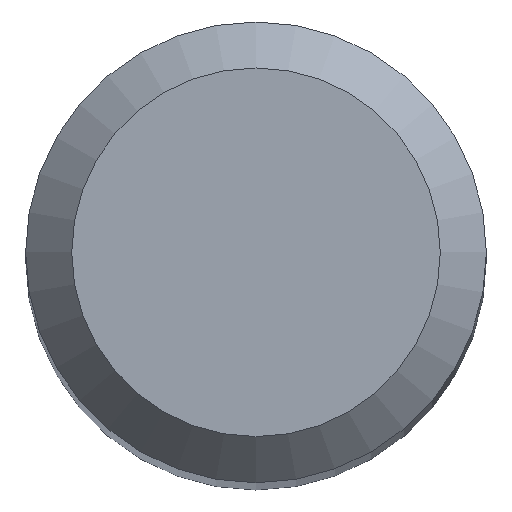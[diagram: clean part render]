
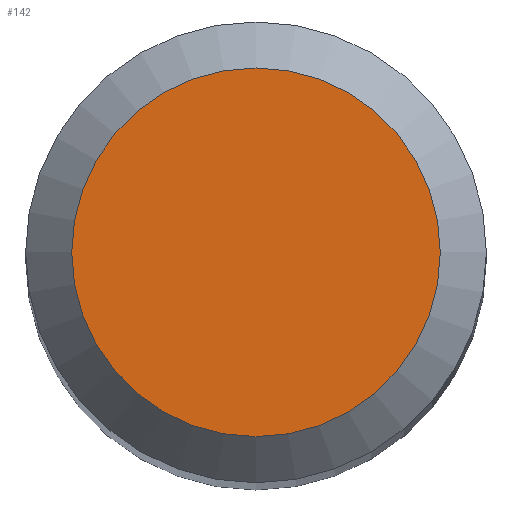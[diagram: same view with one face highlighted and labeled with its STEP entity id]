
A CAD part, top view. The second image highlights one B-rep face of the part: STEP entity #142.
In plain terms, the highlighted planar face has unit normal (0, 0, 1).
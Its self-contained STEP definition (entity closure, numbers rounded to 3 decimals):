
#2 = EDGE_LOOP ( 'NONE', ( #66 ) ) ;
#7 = CARTESIAN_POINT ( 'NONE',  ( 0., 0., 50. ) ) ;
#28 = DIRECTION ( 'NONE',  ( 0., 1., 0. ) ) ;
#31 = DIRECTION ( 'NONE',  ( 0., 0., -1. ) ) ;
#32 = VERTEX_POINT ( 'NONE', #204 ) ;
#51 = EDGE_CURVE ( 'NONE', #32, #32, #219, .T. ) ;
#66 = ORIENTED_EDGE ( 'NONE', *, *, #51, .F. ) ;
#128 = FACE_OUTER_BOUND ( 'NONE', #2, .T. ) ;
#142 = ADVANCED_FACE ( 'NONE', ( #128 ), #221, .F. ) ;
#149 = AXIS2_PLACEMENT_3D ( 'NONE', #241, #31, #28 ) ;
#150 = DIRECTION ( 'NONE',  ( 0., 0., -1. ) ) ;
#204 = CARTESIAN_POINT ( 'NONE',  ( 0., 1.2, 50. ) ) ;
#219 = CIRCLE ( 'NONE', #149, 1.2 ) ;
#221 = PLANE ( 'NONE',  #268 ) ;
#241 = CARTESIAN_POINT ( 'NONE',  ( 0., 0., 50. ) ) ;
#268 = AXIS2_PLACEMENT_3D ( 'NONE', #7, #150, #291 ) ;
#291 = DIRECTION ( 'NONE',  ( 0., 1., 0. ) ) ;
